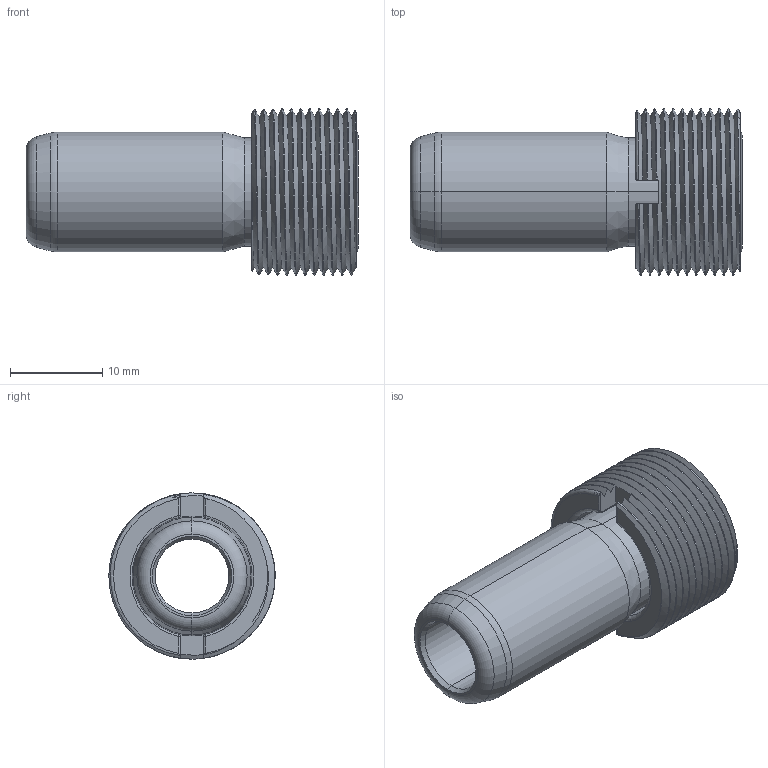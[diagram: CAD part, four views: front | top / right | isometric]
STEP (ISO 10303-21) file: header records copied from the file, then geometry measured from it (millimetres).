
FILE_DESCRIPTION (( 'STEP AP203' ), '1' );
FILE_NAME ('A63.700.STEP', '2017-10-18T10:35:32', ( '' ), ( '' ), 'SwSTEP 2.0', 'SolidWorks 2012', '' );
FILE_SCHEMA (( 'CONFIG_CONTROL_DESIGN' ));
Length unit declared in the file: millimetre
Products named in the file (5): A63.700; HSK63_M18_P1_螺紋墊圈; O型環09010-2; O型環P11; HSK63_出水嘴
Assembly tree (4 placements, depth 2):
  A63.700
    HSK63_出水嘴
    O型環09010-2
    O型環P11
    HSK63_M18_P1_螺紋墊圈
Bounding box: 35.95 x 18 x 18 mm (x, y, z)
Volume: 3831.5 mm3; surface area: 4874.5 mm2
Topology: 4 solids, 4 shells, 119 faces, 292 edges, 179 vertices
Faces by surface type: cylinder 44, torus 37, bspline 16, plane 14, cone 8
Entity records: 9853 total; most frequent: CARTESIAN_POINT 6750, ORIENTED_EDGE 584, DIRECTION 523, EDGE_CURVE 292, AXIS2_PLACEMENT_3D 228, VERTEX_POINT 179, EDGE_LOOP 125, ADVANCED_FACE 119
